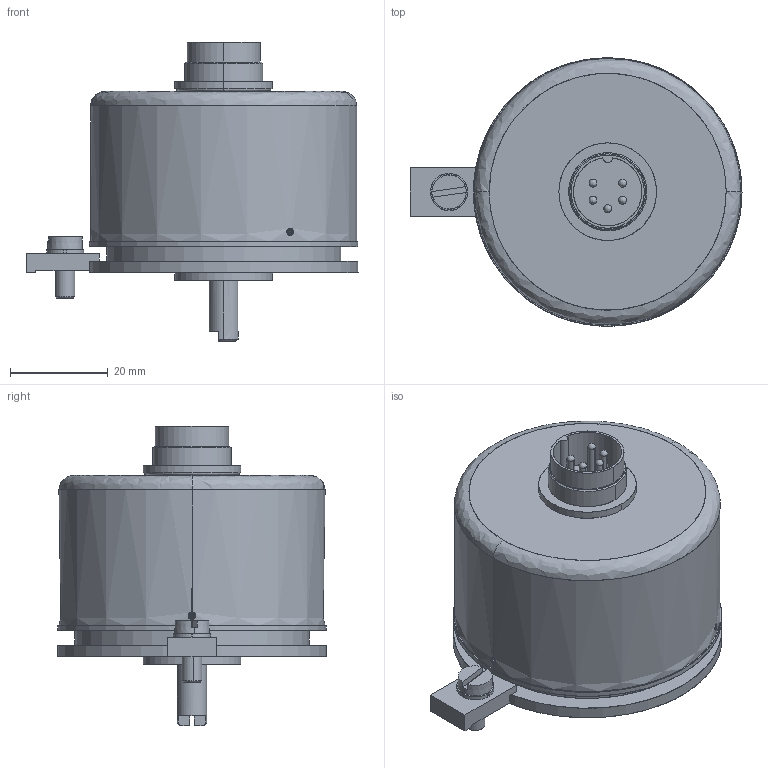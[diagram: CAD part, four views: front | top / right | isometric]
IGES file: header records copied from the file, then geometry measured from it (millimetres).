
Start section: SolidWorks IGES file using analytic representation for surfaces
Global section: file name: IPE-6501-S0055.IGS; native system: SolidWorks 2011; preprocessor: SolidWorks 2011; author: Thiel; date: 120814.131640; units: millimetre
Bounding box: 67.99 x 55 x 61.24 mm (x, y, z)
Surface area: 15083.9 mm2 (no closed solid volume)
Topology: 0 solids, 0 shells, 136 faces, 1983 edges, 1969 vertices
Faces by surface type: revolution 72, bspline 64
